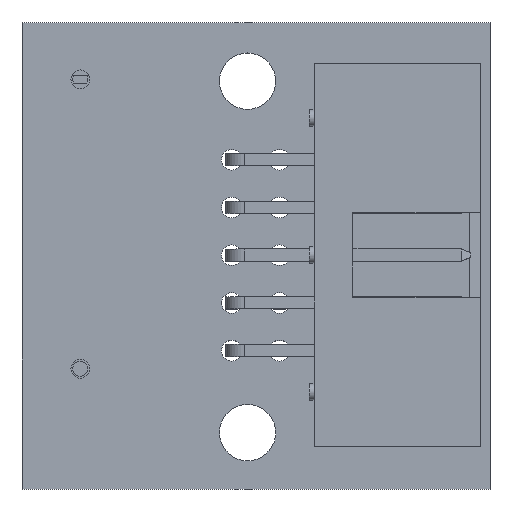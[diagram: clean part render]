
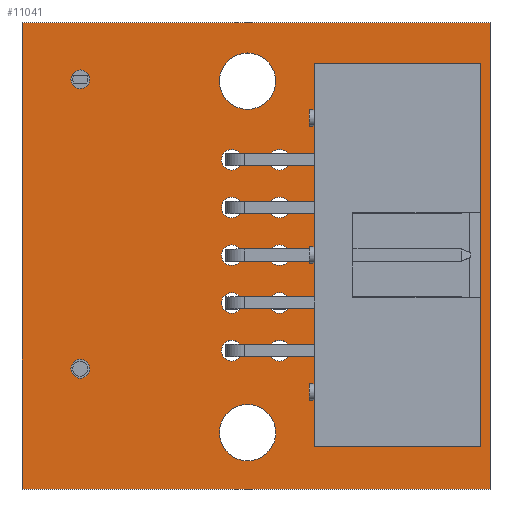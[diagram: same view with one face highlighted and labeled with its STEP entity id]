
A CAD part, top view. The second image highlights one B-rep face of the part: STEP entity #11041.
In plain terms, the highlighted planar face has unit normal (0, 0, 1).
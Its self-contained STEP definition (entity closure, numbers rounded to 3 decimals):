
#10408 = VERTEX_POINT('',#10409);
#10409 = CARTESIAN_POINT('',(0.,0.,0.));
#10415 = EDGE_CURVE('',#10408,#10416,#10418,.T.);
#10416 = VERTEX_POINT('',#10417);
#10417 = CARTESIAN_POINT('',(24.9,0.,0.));
#10418 = LINE('',#10419,#10420);
#10419 = CARTESIAN_POINT('',(0.,0.,0.));
#10420 = VECTOR('',#10421,1.);
#10421 = DIRECTION('',(1.,0.,0.));
#10446 = EDGE_CURVE('',#10416,#10447,#10449,.T.);
#10447 = VERTEX_POINT('',#10448);
#10448 = CARTESIAN_POINT('',(24.9,24.8,0.));
#10449 = LINE('',#10450,#10451);
#10450 = CARTESIAN_POINT('',(24.9,0.,0.));
#10451 = VECTOR('',#10452,1.);
#10452 = DIRECTION('',(0.,1.,0.));
#10477 = EDGE_CURVE('',#10447,#10478,#10480,.T.);
#10478 = VERTEX_POINT('',#10479);
#10479 = CARTESIAN_POINT('',(0.,24.8,0.));
#10480 = LINE('',#10481,#10482);
#10481 = CARTESIAN_POINT('',(24.9,24.8,0.));
#10482 = VECTOR('',#10483,1.);
#10483 = DIRECTION('',(-1.,0.,0.));
#10508 = EDGE_CURVE('',#10478,#10408,#10509,.T.);
#10509 = LINE('',#10510,#10511);
#10510 = CARTESIAN_POINT('',(0.,24.8,0.));
#10511 = VECTOR('',#10512,1.);
#10512 = DIRECTION('',(0.,-1.,0.));
#10532 = VERTEX_POINT('',#10533);
#10533 = CARTESIAN_POINT('',(3.6,6.399,0.));
#10539 = EDGE_CURVE('',#10532,#10532,#10540,.T.);
#10540 = CIRCLE('',#10541,0.5);
#10541 = AXIS2_PLACEMENT_3D('',#10542,#10543,#10544);
#10542 = CARTESIAN_POINT('',(3.1,6.399,0.));
#10543 = DIRECTION('',(0.,0.,1.));
#10544 = DIRECTION('',(1.,0.,0.));
#10565 = VERTEX_POINT('',#10566);
#10566 = CARTESIAN_POINT('',(13.5,3.,0.));
#10572 = EDGE_CURVE('',#10565,#10565,#10573,.T.);
#10573 = CIRCLE('',#10574,1.5);
#10574 = AXIS2_PLACEMENT_3D('',#10575,#10576,#10577);
#10575 = CARTESIAN_POINT('',(12.,3.,0.));
#10576 = DIRECTION('',(0.,0.,1.));
#10577 = DIRECTION('',(1.,0.,0.));
#10598 = VERTEX_POINT('',#10599);
#10599 = CARTESIAN_POINT('',(11.71,7.36,0.));
#10605 = EDGE_CURVE('',#10598,#10598,#10606,.T.);
#10606 = CIRCLE('',#10607,0.55);
#10607 = AXIS2_PLACEMENT_3D('',#10608,#10609,#10610);
#10608 = CARTESIAN_POINT('',(11.16,7.36,0.));
#10609 = DIRECTION('',(0.,0.,1.));
#10610 = DIRECTION('',(1.,0.,0.));
#10631 = VERTEX_POINT('',#10632);
#10632 = CARTESIAN_POINT('',(11.71,17.52,0.));
#10638 = EDGE_CURVE('',#10631,#10631,#10639,.T.);
#10639 = CIRCLE('',#10640,0.55);
#10640 = AXIS2_PLACEMENT_3D('',#10641,#10642,#10643);
#10641 = CARTESIAN_POINT('',(11.16,17.52,0.));
#10642 = DIRECTION('',(0.,0.,1.));
#10643 = DIRECTION('',(1.,0.,0.));
#10664 = VERTEX_POINT('',#10665);
#10665 = CARTESIAN_POINT('',(3.6,21.799,0.));
#10671 = EDGE_CURVE('',#10664,#10664,#10672,.T.);
#10672 = CIRCLE('',#10673,0.5);
#10673 = AXIS2_PLACEMENT_3D('',#10674,#10675,#10676);
#10674 = CARTESIAN_POINT('',(3.1,21.799,0.));
#10675 = DIRECTION('',(0.,0.,1.));
#10676 = DIRECTION('',(1.,0.,0.));
#10697 = VERTEX_POINT('',#10698);
#10698 = CARTESIAN_POINT('',(11.71,9.9,0.));
#10704 = EDGE_CURVE('',#10697,#10697,#10705,.T.);
#10705 = CIRCLE('',#10706,0.55);
#10706 = AXIS2_PLACEMENT_3D('',#10707,#10708,#10709);
#10707 = CARTESIAN_POINT('',(11.16,9.9,0.));
#10708 = DIRECTION('',(0.,0.,1.));
#10709 = DIRECTION('',(1.,0.,0.));
#10730 = VERTEX_POINT('',#10731);
#10731 = CARTESIAN_POINT('',(13.5,21.7,0.));
#10737 = EDGE_CURVE('',#10730,#10730,#10738,.T.);
#10738 = CIRCLE('',#10739,1.5);
#10739 = AXIS2_PLACEMENT_3D('',#10740,#10741,#10742);
#10740 = CARTESIAN_POINT('',(12.,21.7,0.));
#10741 = DIRECTION('',(0.,0.,1.));
#10742 = DIRECTION('',(1.,0.,0.));
#10763 = VERTEX_POINT('',#10764);
#10764 = CARTESIAN_POINT('',(11.71,12.44,0.));
#10770 = EDGE_CURVE('',#10763,#10763,#10771,.T.);
#10771 = CIRCLE('',#10772,0.55);
#10772 = AXIS2_PLACEMENT_3D('',#10773,#10774,#10775);
#10773 = CARTESIAN_POINT('',(11.16,12.44,0.));
#10774 = DIRECTION('',(0.,0.,1.));
#10775 = DIRECTION('',(1.,0.,0.));
#10796 = VERTEX_POINT('',#10797);
#10797 = CARTESIAN_POINT('',(14.25,7.36,0.));
#10803 = EDGE_CURVE('',#10796,#10796,#10804,.T.);
#10804 = CIRCLE('',#10805,0.55);
#10805 = AXIS2_PLACEMENT_3D('',#10806,#10807,#10808);
#10806 = CARTESIAN_POINT('',(13.7,7.36,0.));
#10807 = DIRECTION('',(0.,0.,1.));
#10808 = DIRECTION('',(1.,0.,0.));
#10829 = VERTEX_POINT('',#10830);
#10830 = CARTESIAN_POINT('',(14.25,9.9,0.));
#10836 = EDGE_CURVE('',#10829,#10829,#10837,.T.);
#10837 = CIRCLE('',#10838,0.55);
#10838 = AXIS2_PLACEMENT_3D('',#10839,#10840,#10841);
#10839 = CARTESIAN_POINT('',(13.7,9.9,0.));
#10840 = DIRECTION('',(0.,0.,1.));
#10841 = DIRECTION('',(1.,0.,0.));
#10862 = VERTEX_POINT('',#10863);
#10863 = CARTESIAN_POINT('',(14.25,12.44,0.));
#10869 = EDGE_CURVE('',#10862,#10862,#10870,.T.);
#10870 = CIRCLE('',#10871,0.55);
#10871 = AXIS2_PLACEMENT_3D('',#10872,#10873,#10874);
#10872 = CARTESIAN_POINT('',(13.7,12.44,0.));
#10873 = DIRECTION('',(0.,0.,1.));
#10874 = DIRECTION('',(1.,0.,0.));
#10895 = VERTEX_POINT('',#10896);
#10896 = CARTESIAN_POINT('',(11.71,14.98,0.));
#10902 = EDGE_CURVE('',#10895,#10895,#10903,.T.);
#10903 = CIRCLE('',#10904,0.55);
#10904 = AXIS2_PLACEMENT_3D('',#10905,#10906,#10907);
#10905 = CARTESIAN_POINT('',(11.16,14.98,0.));
#10906 = DIRECTION('',(0.,0.,1.));
#10907 = DIRECTION('',(1.,0.,0.));
#10928 = VERTEX_POINT('',#10929);
#10929 = CARTESIAN_POINT('',(14.25,14.98,0.));
#10935 = EDGE_CURVE('',#10928,#10928,#10936,.T.);
#10936 = CIRCLE('',#10937,0.55);
#10937 = AXIS2_PLACEMENT_3D('',#10938,#10939,#10940);
#10938 = CARTESIAN_POINT('',(13.7,14.98,0.));
#10939 = DIRECTION('',(0.,0.,1.));
#10940 = DIRECTION('',(1.,0.,0.));
#10961 = VERTEX_POINT('',#10962);
#10962 = CARTESIAN_POINT('',(14.25,17.52,0.));
#10968 = EDGE_CURVE('',#10961,#10961,#10969,.T.);
#10969 = CIRCLE('',#10970,0.55);
#10970 = AXIS2_PLACEMENT_3D('',#10971,#10972,#10973);
#10971 = CARTESIAN_POINT('',(13.7,17.52,0.));
#10972 = DIRECTION('',(0.,0.,1.));
#10973 = DIRECTION('',(1.,0.,0.));
#11041 = ADVANCED_FACE('',(#11042,#11048,#11051,#11054,#11057,#11060,
    #11063,#11066,#11069,#11072,#11075,#11078,#11081,#11084,#11087),
  #11090,.F.);
#11042 = FACE_BOUND('',#11043,.T.);
#11043 = EDGE_LOOP('',(#11044,#11045,#11046,#11047));
#11044 = ORIENTED_EDGE('',*,*,#10415,.T.);
#11045 = ORIENTED_EDGE('',*,*,#10446,.T.);
#11046 = ORIENTED_EDGE('',*,*,#10477,.T.);
#11047 = ORIENTED_EDGE('',*,*,#10508,.T.);
#11048 = FACE_BOUND('',#11049,.F.);
#11049 = EDGE_LOOP('',(#11050));
#11050 = ORIENTED_EDGE('',*,*,#10539,.T.);
#11051 = FACE_BOUND('',#11052,.F.);
#11052 = EDGE_LOOP('',(#11053));
#11053 = ORIENTED_EDGE('',*,*,#10572,.T.);
#11054 = FACE_BOUND('',#11055,.F.);
#11055 = EDGE_LOOP('',(#11056));
#11056 = ORIENTED_EDGE('',*,*,#10605,.T.);
#11057 = FACE_BOUND('',#11058,.F.);
#11058 = EDGE_LOOP('',(#11059));
#11059 = ORIENTED_EDGE('',*,*,#10638,.T.);
#11060 = FACE_BOUND('',#11061,.F.);
#11061 = EDGE_LOOP('',(#11062));
#11062 = ORIENTED_EDGE('',*,*,#10671,.T.);
#11063 = FACE_BOUND('',#11064,.F.);
#11064 = EDGE_LOOP('',(#11065));
#11065 = ORIENTED_EDGE('',*,*,#10704,.T.);
#11066 = FACE_BOUND('',#11067,.F.);
#11067 = EDGE_LOOP('',(#11068));
#11068 = ORIENTED_EDGE('',*,*,#10737,.T.);
#11069 = FACE_BOUND('',#11070,.F.);
#11070 = EDGE_LOOP('',(#11071));
#11071 = ORIENTED_EDGE('',*,*,#10770,.T.);
#11072 = FACE_BOUND('',#11073,.F.);
#11073 = EDGE_LOOP('',(#11074));
#11074 = ORIENTED_EDGE('',*,*,#10803,.T.);
#11075 = FACE_BOUND('',#11076,.F.);
#11076 = EDGE_LOOP('',(#11077));
#11077 = ORIENTED_EDGE('',*,*,#10836,.T.);
#11078 = FACE_BOUND('',#11079,.F.);
#11079 = EDGE_LOOP('',(#11080));
#11080 = ORIENTED_EDGE('',*,*,#10869,.T.);
#11081 = FACE_BOUND('',#11082,.F.);
#11082 = EDGE_LOOP('',(#11083));
#11083 = ORIENTED_EDGE('',*,*,#10902,.T.);
#11084 = FACE_BOUND('',#11085,.F.);
#11085 = EDGE_LOOP('',(#11086));
#11086 = ORIENTED_EDGE('',*,*,#10935,.T.);
#11087 = FACE_BOUND('',#11088,.F.);
#11088 = EDGE_LOOP('',(#11089));
#11089 = ORIENTED_EDGE('',*,*,#10968,.T.);
#11090 = PLANE('',#11091);
#11091 = AXIS2_PLACEMENT_3D('',#11092,#11093,#11094);
#11092 = CARTESIAN_POINT('',(0.,0.,0.));
#11093 = DIRECTION('',(0.,0.,-1.));
#11094 = DIRECTION('',(-1.,0.,0.));
